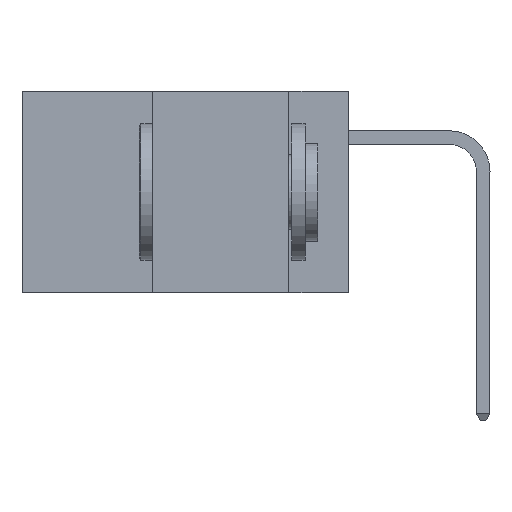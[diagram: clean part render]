
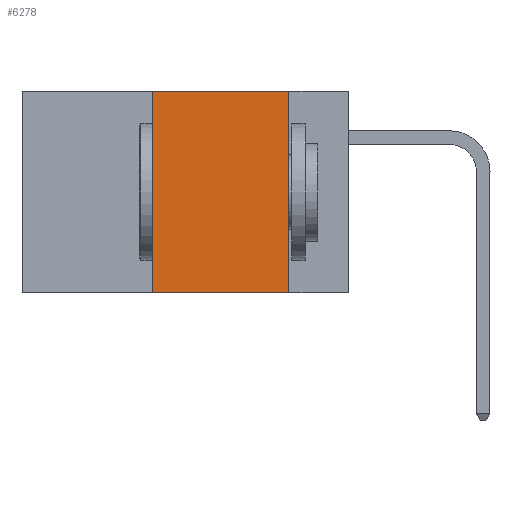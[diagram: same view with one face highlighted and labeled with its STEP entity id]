
A CAD part, left-side view. The second image highlights one B-rep face of the part: STEP entity #6278.
In plain terms, the highlighted planar face has unit normal (-1, 0, 0).
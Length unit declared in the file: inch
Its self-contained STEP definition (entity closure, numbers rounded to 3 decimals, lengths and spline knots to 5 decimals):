
#129 = VECTOR ( 'NONE', #10742, 39.37008 ) ;
#1011 = DIRECTION ( 'NONE',  ( 0., -1., 0. ) ) ;
#2186 = VERTEX_POINT ( 'NONE', #6616 ) ;
#3375 = VECTOR ( 'NONE', #5426, 39.37008 ) ;
#3505 = EDGE_CURVE ( 'NONE', #7002, #2186, #11540, .T. ) ;
#4132 = CARTESIAN_POINT ( 'NONE',  ( 0., 0.6, 0. ) ) ;
#4330 = FACE_OUTER_BOUND ( 'NONE', #19352, .T. ) ;
#5229 = ORIENTED_EDGE ( 'NONE', *, *, #3505, .F. ) ;
#5426 = DIRECTION ( 'NONE',  ( 0., -1., 0. ) ) ;
#6278 = ADVANCED_FACE ( 'NONE', ( #4330 ), #14368, .F. ) ;
#6447 = VERTEX_POINT ( 'NONE', #11105 ) ;
#6616 = CARTESIAN_POINT ( 'NONE',  ( 0., 0.36, 0. ) ) ;
#7002 = VERTEX_POINT ( 'NONE', #15441 ) ;
#7146 = LINE ( 'NONE', #4132, #7639 ) ;
#7472 = LINE ( 'NONE', #11427, #3375 ) ;
#7639 = VECTOR ( 'NONE', #1011, 39.37008 ) ;
#8808 = ORIENTED_EDGE ( 'NONE', *, *, #19878, .F. ) ;
#9237 = CARTESIAN_POINT ( 'NONE',  ( 0., 0.36, 0. ) ) ;
#9670 = DIRECTION ( 'NONE',  ( 0., 0., -1. ) ) ;
#9685 = DIRECTION ( 'NONE',  ( 1., 0., 0. ) ) ;
#10742 = DIRECTION ( 'NONE',  ( 0., 0., 1. ) ) ;
#11105 = CARTESIAN_POINT ( 'NONE',  ( 0., 0.11, 0. ) ) ;
#11427 = CARTESIAN_POINT ( 'NONE',  ( 0., 0.6, -0.37 ) ) ;
#11540 = LINE ( 'NONE', #9237, #129 ) ;
#11682 = LINE ( 'NONE', #19005, #14076 ) ;
#12390 = AXIS2_PLACEMENT_3D ( 'NONE', #12820, #9685, #16021 ) ;
#12820 = CARTESIAN_POINT ( 'NONE',  ( 0., 0.6, 0. ) ) ;
#12832 = EDGE_CURVE ( 'NONE', #6447, #16900, #11682, .T. ) ;
#13795 = EDGE_CURVE ( 'NONE', #7002, #16900, #7472, .T. ) ;
#14076 = VECTOR ( 'NONE', #9670, 39.37008 ) ;
#14368 = PLANE ( 'NONE',  #12390 ) ;
#15441 = CARTESIAN_POINT ( 'NONE',  ( 0., 0.36, -0.37 ) ) ;
#15497 = ORIENTED_EDGE ( 'NONE', *, *, #12832, .F. ) ;
#16021 = DIRECTION ( 'NONE',  ( 0., 0., -1. ) ) ;
#16900 = VERTEX_POINT ( 'NONE', #18632 ) ;
#18632 = CARTESIAN_POINT ( 'NONE',  ( 0., 0.11, -0.37 ) ) ;
#19005 = CARTESIAN_POINT ( 'NONE',  ( 0., 0.11, 0. ) ) ;
#19352 = EDGE_LOOP ( 'NONE', ( #15497, #8808, #5229, #20018 ) ) ;
#19878 = EDGE_CURVE ( 'NONE', #2186, #6447, #7146, .T. ) ;
#20018 = ORIENTED_EDGE ( 'NONE', *, *, #13795, .T. ) ;
